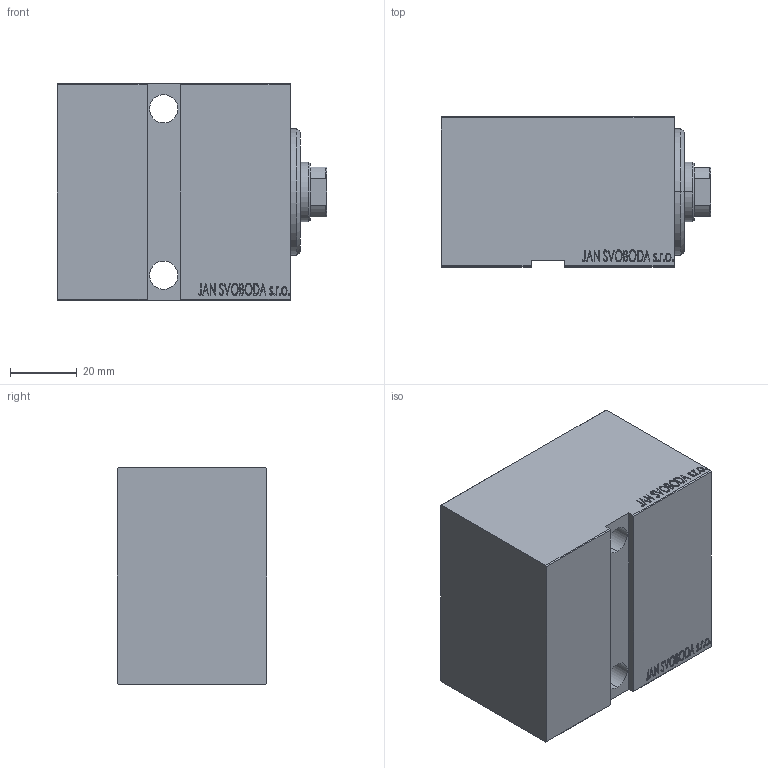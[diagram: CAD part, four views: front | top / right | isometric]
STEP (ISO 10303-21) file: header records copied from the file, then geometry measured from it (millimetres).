
FILE_DESCRIPTION (( 'STEP AP203' ), '1' );
FILE_NAME ('b3bd.STEP', '2021-04-19T08:37:09', ( '' ), ( '' ), 'SwSTEP 2.0', 'SolidWorks 2019', '' );
FILE_SCHEMA (( 'CONFIG_CONTROL_DESIGN' ));
Length unit declared in the file: millimetre
Products named in the file (4): b3bd; V450CM_E 0863e44edf4df52843d3159a2d2e0bde; V450CM_VC_B 0863e44edf4df52843d3159a2d2e0bde; V450CM_E_VCP 0863e44edf4df52843d3159a2d2e0bde
Assembly tree (3 placements, depth 2):
  b3bd
    V450CM_E 0863e44edf4df52843d3159a2d2e0bde
    V450CM_E_VCP 0863e44edf4df52843d3159a2d2e0bde
    V450CM_VC_B 0863e44edf4df52843d3159a2d2e0bde
Bounding box: 81 x 45 x 65 mm (x, y, z)
Volume: 189939.6 mm3; surface area: 41175.1 mm2
Topology: 3 solids, 3 shells, 849 faces, 2189 edges, 1451 vertices
Faces by surface type: plane 409, bspline 380, cylinder 46, cone 14
Entity records: 43047 total; most frequent: CARTESIAN_POINT 24457, ORIENTED_EDGE 4374, DIRECTION 2467, EDGE_CURVE 2187, VERTEX_POINT 1451, VECTOR 1309, LINE 1309, EDGE_LOOP 966
